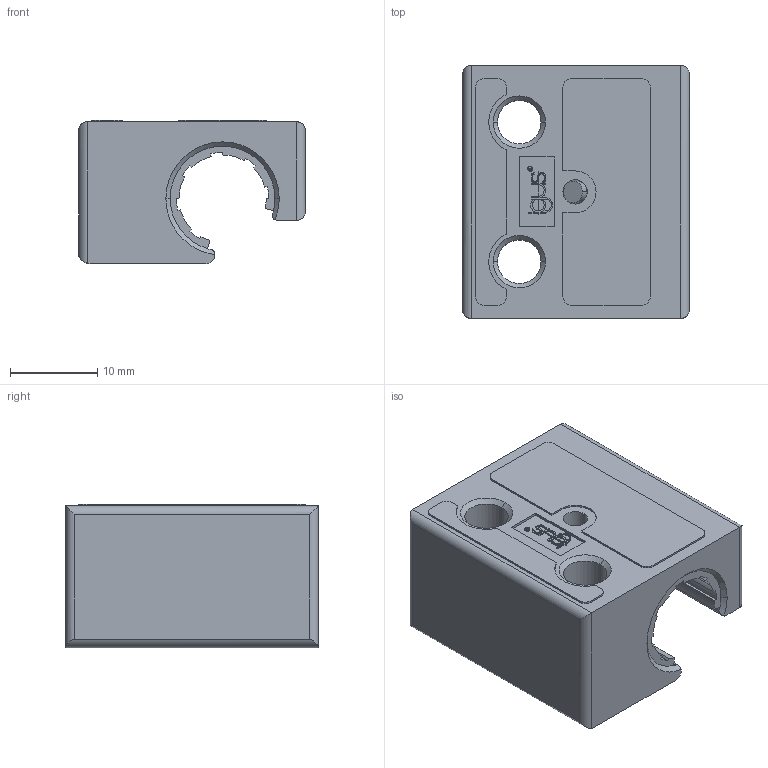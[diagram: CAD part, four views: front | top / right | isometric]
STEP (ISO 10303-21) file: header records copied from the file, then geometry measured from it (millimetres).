
FILE_DESCRIPTION(('STEP AP214'),'1');
FILE_NAME('cctmp_06D6E9F2-B223-4A2F-A055-E44052F64B15_2022_01_24_19_06_20_0534_60028..stp','2022-01-24T18:06:20',('igus GmbH'),('CADClick - www.CADClick.com'),'Spatial InterOp 3D',' ','unknown authorization');
FILE_SCHEMA(('AUTOMOTIVE_DESIGN'));
Length unit declared in the file: millimetre
Products named in the file (1): WJ200UM-01-10-AL
Bounding box: 26 x 29 x 16.5 mm (x, y, z)
Volume: 7574.2 mm3; surface area: 4366.5 mm2
Topology: 1 solids, 1 shells, 243 faces, 666 edges, 438 vertices
Faces by surface type: plane 129, cylinder 100, cone 14
Entity records: 9840 total; most frequent: CARTESIAN_POINT 1514, DIRECTION 1346, ORIENTED_EDGE 1332, EDGE_CURVE 666, AXIS2_PLACEMENT_3D 450, LINE 446, VECTOR 446, VERTEX_POINT 438
